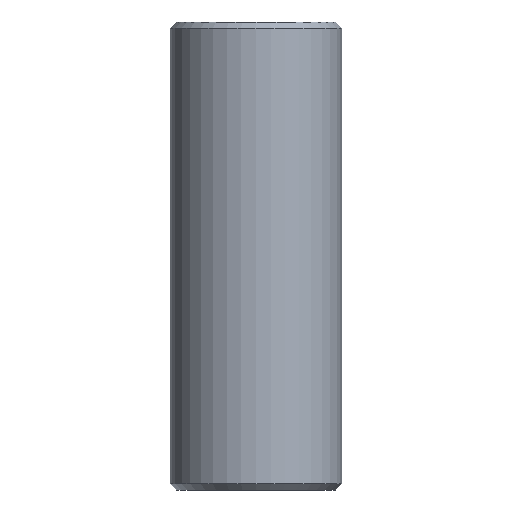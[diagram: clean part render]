
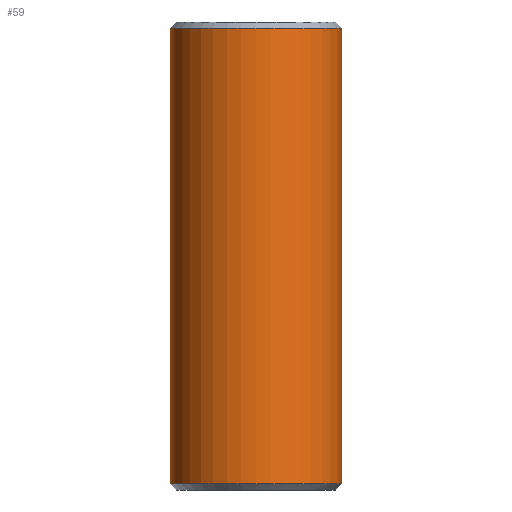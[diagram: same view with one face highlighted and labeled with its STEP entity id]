
A CAD part, front view. The second image highlights one B-rep face of the part: STEP entity #59.
In plain terms, the highlighted cylindrical face has radius 5.5 mm (diameter 11 mm), a full revolution.
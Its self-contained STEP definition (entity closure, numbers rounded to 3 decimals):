
#12 = EDGE_CURVE ( 'NONE', #113, #113, #64, .T. ) ;
#19 = CIRCLE ( 'NONE', #150, 5.5 ) ;
#43 = CYLINDRICAL_SURFACE ( 'NONE', #162, 5.5 ) ;
#46 = FACE_OUTER_BOUND ( 'NONE', #66, .T. ) ;
#52 = FACE_OUTER_BOUND ( 'NONE', #125, .T. ) ;
#59 = ADVANCED_FACE ( 'NONE', ( #52, #46 ), #43, .T. ) ;
#63 = ORIENTED_EDGE ( 'NONE', *, *, #12, .T. ) ;
#64 = CIRCLE ( 'NONE', #179, 5.5 ) ;
#66 = EDGE_LOOP ( 'NONE', ( #112 ) ) ;
#67 = DIRECTION ( 'NONE',  ( 0., 0., -1. ) ) ;
#68 = CARTESIAN_POINT ( 'NONE',  ( 5.5, 0., -14.6 ) ) ;
#83 = CARTESIAN_POINT ( 'NONE',  ( 5.5, 0., 14.6 ) ) ;
#112 = ORIENTED_EDGE ( 'NONE', *, *, #185, .T. ) ;
#113 = VERTEX_POINT ( 'NONE', #68 ) ;
#120 = VERTEX_POINT ( 'NONE', #83 ) ;
#122 = CARTESIAN_POINT ( 'NONE',  ( 0., 0., 14.6 ) ) ;
#123 = DIRECTION ( 'NONE',  ( 1., 0., 0. ) ) ;
#125 = EDGE_LOOP ( 'NONE', ( #63 ) ) ;
#132 = DIRECTION ( 'NONE',  ( 0., 0., -1. ) ) ;
#150 = AXIS2_PLACEMENT_3D ( 'NONE', #122, #67, #123 ) ;
#162 = AXIS2_PLACEMENT_3D ( 'NONE', #176, #132, #178 ) ;
#176 = CARTESIAN_POINT ( 'NONE',  ( 0., 0., 15. ) ) ;
#178 = DIRECTION ( 'NONE',  ( -1., 0., 0. ) ) ;
#179 = AXIS2_PLACEMENT_3D ( 'NONE', #207, #208, #209 ) ;
#185 = EDGE_CURVE ( 'NONE', #120, #120, #19, .T. ) ;
#207 = CARTESIAN_POINT ( 'NONE',  ( 0., 0., -14.6 ) ) ;
#208 = DIRECTION ( 'NONE',  ( 0., 0., 1. ) ) ;
#209 = DIRECTION ( 'NONE',  ( 1., 0., 0. ) ) ;
